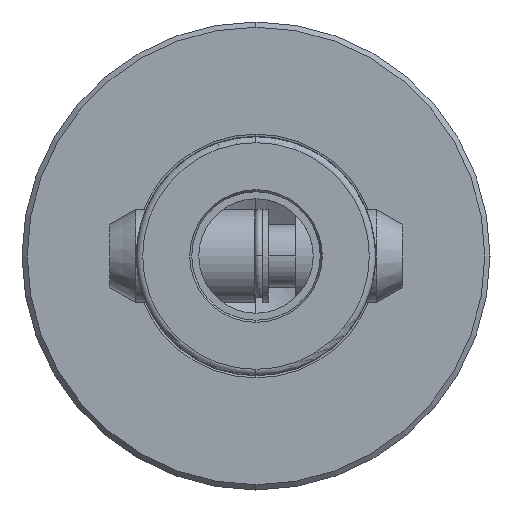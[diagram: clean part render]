
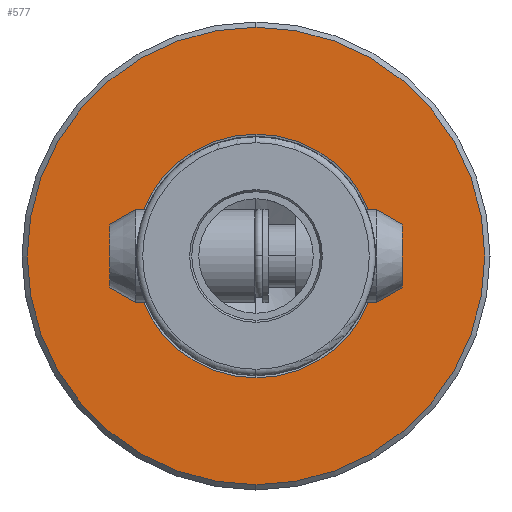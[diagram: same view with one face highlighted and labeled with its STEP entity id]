
A CAD part, left-side view. The second image highlights one B-rep face of the part: STEP entity #577.
In plain terms, the highlighted planar face has unit normal (-1, 0, 0).
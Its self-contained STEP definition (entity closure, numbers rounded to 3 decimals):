
#305 = VERTEX_POINT ( 'NONE', #1633 ) ;
#309 = EDGE_CURVE ( 'NONE', #312, #437, #1620, .T. ) ;
#312 = VERTEX_POINT ( 'NONE', #1543 ) ;
#426 = VERTEX_POINT ( 'NONE', #1810 ) ;
#437 = VERTEX_POINT ( 'NONE', #1951 ) ;
#438 = EDGE_CURVE ( 'NONE', #305, #426, #1947, .T. ) ;
#572 = ORIENTED_EDGE ( 'NONE', *, *, #576, .F. ) ;
#575 = EDGE_LOOP ( 'NONE', ( #572, #652 ) ) ;
#576 = EDGE_CURVE ( 'NONE', #437, #312, #2175, .T. ) ;
#577 = ADVANCED_FACE ( 'NONE', ( #2128, #2171 ), #2168, .F. ) ;
#578 = ORIENTED_EDGE ( 'NONE', *, *, #438, .T. ) ;
#621 = EDGE_CURVE ( 'NONE', #426, #305, #2291, .T. ) ;
#652 = ORIENTED_EDGE ( 'NONE', *, *, #309, .F. ) ;
#660 = EDGE_LOOP ( 'NONE', ( #710, #578 ) ) ;
#710 = ORIENTED_EDGE ( 'NONE', *, *, #621, .T. ) ;
#1543 = CARTESIAN_POINT ( 'NONE',  ( 50., 0., -23.432 ) ) ;
#1617 = DIRECTION ( 'NONE',  ( 0., 0., 1. ) ) ;
#1618 = DIRECTION ( 'NONE',  ( -1., 0., 0. ) ) ;
#1619 = AXIS2_PLACEMENT_3D ( 'NONE', #1625, #1618, #1617 ) ;
#1620 = CIRCLE ( 'NONE', #1619, 23.432 ) ;
#1625 = CARTESIAN_POINT ( 'NONE',  ( 50., 0., 0. ) ) ;
#1633 = CARTESIAN_POINT ( 'NONE',  ( 50., 0., 44. ) ) ;
#1810 = CARTESIAN_POINT ( 'NONE',  ( 50., 0., -44. ) ) ;
#1943 = DIRECTION ( 'NONE',  ( 0., 0., 1. ) ) ;
#1944 = DIRECTION ( 'NONE',  ( -1., 0., 0. ) ) ;
#1945 = CARTESIAN_POINT ( 'NONE',  ( 50., 0., 0. ) ) ;
#1946 = AXIS2_PLACEMENT_3D ( 'NONE', #1945, #1944, #1943 ) ;
#1947 = CIRCLE ( 'NONE', #1946, 44. ) ;
#1951 = CARTESIAN_POINT ( 'NONE',  ( 50., 0., 23.432 ) ) ;
#2128 = FACE_BOUND ( 'NONE', #575, .T. ) ;
#2134 = CARTESIAN_POINT ( 'NONE',  ( 50., 0., 0. ) ) ;
#2140 = DIRECTION ( 'NONE',  ( 0., 0., -1. ) ) ;
#2141 = DIRECTION ( 'NONE',  ( 1., 0., 0. ) ) ;
#2168 = PLANE ( 'NONE',  #2170 ) ;
#2169 = CARTESIAN_POINT ( 'NONE',  ( 50., 23.432, 0. ) ) ;
#2170 = AXIS2_PLACEMENT_3D ( 'NONE', #2169, #2141, #2140 ) ;
#2171 = FACE_OUTER_BOUND ( 'NONE', #660, .T. ) ;
#2172 = DIRECTION ( 'NONE',  ( 0., 0., 1. ) ) ;
#2173 = DIRECTION ( 'NONE',  ( -1., 0., 0. ) ) ;
#2174 = AXIS2_PLACEMENT_3D ( 'NONE', #2134, #2173, #2172 ) ;
#2175 = CIRCLE ( 'NONE', #2174, 23.432 ) ;
#2266 = DIRECTION ( 'NONE',  ( -1., 0., 0. ) ) ;
#2267 = CARTESIAN_POINT ( 'NONE',  ( 50., 0., 0. ) ) ;
#2268 = AXIS2_PLACEMENT_3D ( 'NONE', #2267, #2266, #2326 ) ;
#2291 = CIRCLE ( 'NONE', #2268, 44. ) ;
#2326 = DIRECTION ( 'NONE',  ( 0., 0., 1. ) ) ;
